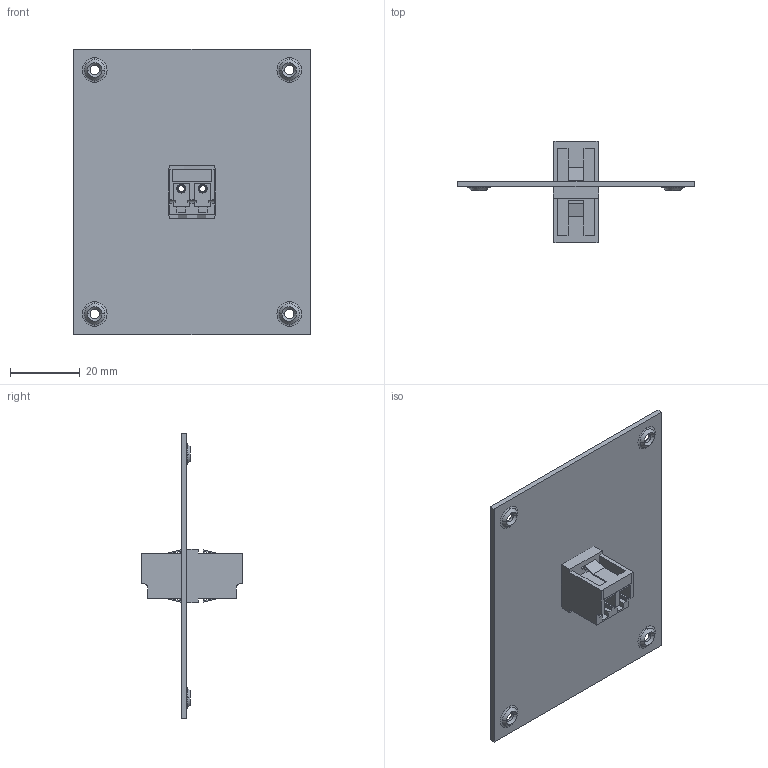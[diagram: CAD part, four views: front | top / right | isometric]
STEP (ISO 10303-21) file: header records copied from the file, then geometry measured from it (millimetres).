
FILE_DESCRIPTION (( 'STEP AP214' ), '1' );
FILE_NAME ('USP1FOPT-LCSDB.STEP', '2017-05-30T12:57:17', ( 'L-Com' ), ( 'L-Com Global Connectivity' ), 'SwSTEP 2.0', 'SolidWorks 2014', '' );
FILE_SCHEMA (( 'AUTOMOTIVE_DESIGN' ));
Length unit declared in the file: inch
Products named in the file (3): FOA-550A_LETTERS SUPPRESSED ONE SIDE; 1AR17-011; USP1FOPT-LCSDB
Assembly tree (2 placements, depth 2):
  USP1FOPT-LCSDB
    1AR17-011
    FOA-550A_LETTERS SUPPRESSED ONE SIDE
Bounding box: 68.07 x 29.21 x 82.04 mm (x, y, z)
Volume: 10572.4 mm3; surface area: 15270 mm2
Topology: 2 solids, 2 shells, 304 faces, 873 edges, 574 vertices
Faces by surface type: plane 221, cone 32, cylinder 26, torus 16, bspline 9
Entity records: 10613 total; most frequent: CARTESIAN_POINT 2317, ORIENTED_EDGE 1746, DIRECTION 1619, EDGE_CURVE 873, LINE 691, VECTOR 691, VERTEX_POINT 574, AXIS2_PLACEMENT_3D 464
